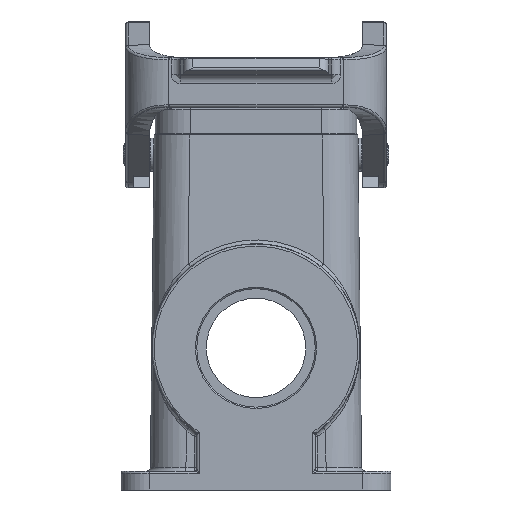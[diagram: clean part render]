
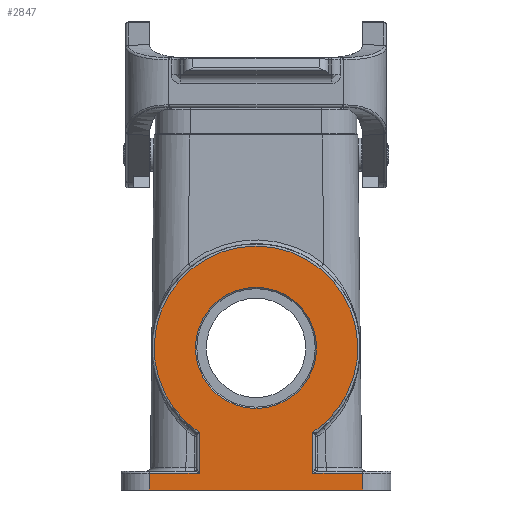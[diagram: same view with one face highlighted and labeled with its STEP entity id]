
A CAD part, left-side view. The second image highlights one B-rep face of the part: STEP entity #2847.
In plain terms, the highlighted planar face has unit normal (-1, 0, 0).
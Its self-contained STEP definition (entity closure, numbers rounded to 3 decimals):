
#2169=FACE_BOUND('',#4285,.T.);
#2170=FACE_BOUND('',#4286,.T.);
#2439=PLANE('',#17129);
#2847=ADVANCED_FACE('',(#2169,#2170),#2439,.T.);
#4285=EDGE_LOOP('',(#6447,#6448,#6449,#6450,#6451,#6452,#6453,#6454));
#4286=EDGE_LOOP('',(#6455));
#6447=ORIENTED_EDGE('',*,*,#9635,.T.);
#6448=ORIENTED_EDGE('',*,*,#9636,.T.);
#6449=ORIENTED_EDGE('',*,*,#9637,.T.);
#6450=ORIENTED_EDGE('',*,*,#9638,.T.);
#6451=ORIENTED_EDGE('',*,*,#9639,.T.);
#6452=ORIENTED_EDGE('',*,*,#9640,.T.);
#6453=ORIENTED_EDGE('',*,*,#9641,.T.);
#6454=ORIENTED_EDGE('',*,*,#9642,.F.);
#6455=ORIENTED_EDGE('',*,*,#9643,.T.);
#8345=VERTEX_POINT('',#27927);
#8346=VERTEX_POINT('',#27928);
#8347=VERTEX_POINT('',#27930);
#8348=VERTEX_POINT('',#27932);
#8349=VERTEX_POINT('',#27934);
#8350=VERTEX_POINT('',#27936);
#8351=VERTEX_POINT('',#27938);
#8352=VERTEX_POINT('',#27940);
#8353=VERTEX_POINT('',#27943);
#9635=EDGE_CURVE('',#8345,#8346,#13608,.T.);
#9636=EDGE_CURVE('',#8346,#8347,#13609,.T.);
#9637=EDGE_CURVE('',#8347,#8348,#13610,.T.);
#9638=EDGE_CURVE('',#8348,#8349,#11026,.T.);
#9639=EDGE_CURVE('',#8349,#8350,#13611,.T.);
#9640=EDGE_CURVE('',#8350,#8351,#13612,.T.);
#9641=EDGE_CURVE('',#8351,#8352,#13613,.T.);
#9642=EDGE_CURVE('',#8345,#8352,#13614,.T.);
#9643=EDGE_CURVE('',#8353,#8353,#11027,.T.);
#11026=CIRCLE('',#17127,21.5);
#11027=CIRCLE('',#17128,12.8);
#13608=LINE('',#27926,#14659);
#13609=LINE('',#27929,#14660);
#13610=LINE('',#27931,#14661);
#13611=LINE('',#27935,#14662);
#13612=LINE('',#27937,#14663);
#13613=LINE('',#27939,#14664);
#13614=LINE('',#27941,#14665);
#14659=VECTOR('',#19554,1.);
#14660=VECTOR('',#19555,1.);
#14661=VECTOR('',#19556,1.);
#14662=VECTOR('',#19559,1.);
#14663=VECTOR('',#19560,1.);
#14664=VECTOR('',#19561,1.);
#14665=VECTOR('',#19562,1.);
#17127=AXIS2_PLACEMENT_3D('',#27933,#19557,#19558);
#17128=AXIS2_PLACEMENT_3D('',#27942,#19563,#19564);
#17129=AXIS2_PLACEMENT_3D('',#27944,#19565,#19566);
#19554=DIRECTION('',(0.,0.,1.));
#19555=DIRECTION('',(0.,1.,0.));
#19556=DIRECTION('',(0.,0.,1.));
#19557=DIRECTION('',(-1.,0.,0.));
#19558=DIRECTION('',(0.,0.,1.));
#19559=DIRECTION('',(0.,0.,-1.));
#19560=DIRECTION('',(0.,1.,0.));
#19561=DIRECTION('',(0.,0.,-1.));
#19562=DIRECTION('',(0.,1.,0.));
#19563=DIRECTION('',(1.,0.,0.));
#19564=DIRECTION('',(0.,0.,-1.));
#19565=DIRECTION('',(-1.,0.,0.));
#19566=DIRECTION('',(0.,0.,1.));
#27926=CARTESIAN_POINT('',(-58.5,-22.5,-65.25));
#27927=CARTESIAN_POINT('',(-58.5,-22.5,-69.25));
#27928=CARTESIAN_POINT('',(-58.5,-22.5,-65.75));
#27929=CARTESIAN_POINT('',(-58.5,-28.5,-65.75));
#27930=CARTESIAN_POINT('',(-58.5,-12.,-65.75));
#27931=CARTESIAN_POINT('',(-58.5,-12.,-57.354));
#27932=CARTESIAN_POINT('',(-58.5,-12.,-57.09));
#27933=CARTESIAN_POINT('',(-58.5,0.,-39.25));
#27934=CARTESIAN_POINT('',(-58.5,12.,-57.09));
#27935=CARTESIAN_POINT('',(-58.5,12.,-65.25));
#27936=CARTESIAN_POINT('',(-58.5,12.,-65.75));
#27937=CARTESIAN_POINT('',(-58.5,-28.5,-65.75));
#27938=CARTESIAN_POINT('',(-58.5,22.5,-65.75));
#27939=CARTESIAN_POINT('',(-58.5,22.5,-69.25));
#27940=CARTESIAN_POINT('',(-58.5,22.5,-69.25));
#27941=CARTESIAN_POINT('',(-58.5,-28.5,-69.25));
#27942=CARTESIAN_POINT('',(-58.5,0.,-39.25));
#27943=CARTESIAN_POINT('',(-58.5,0.,-52.05));
#27944=CARTESIAN_POINT('',(-58.5,-28.5,-69.25));
